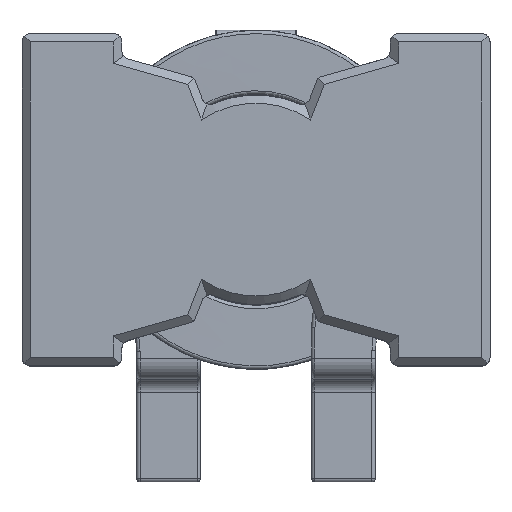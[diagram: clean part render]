
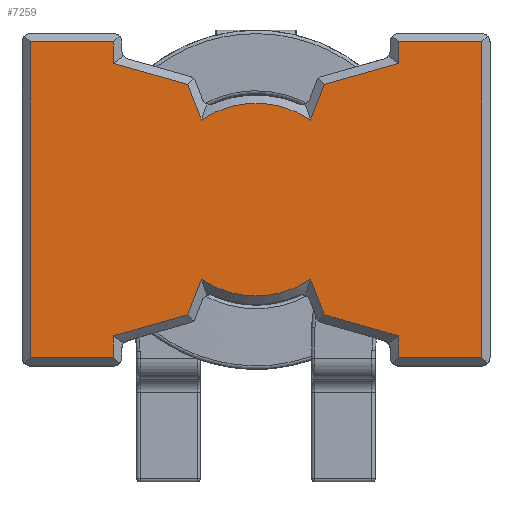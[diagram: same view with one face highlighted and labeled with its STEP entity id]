
A CAD part, top view. The second image highlights one B-rep face of the part: STEP entity #7259.
In plain terms, the highlighted planar face has unit normal (0, 0, 1).
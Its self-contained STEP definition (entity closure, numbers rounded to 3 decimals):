
#511=CIRCLE('',#7927,5.75);
#512=CIRCLE('',#7930,5.75);
#938=FACE_OUTER_BOUND('',#1360,.T.);
#1360=EDGE_LOOP('',(#5440,#5441,#5442,#5443,#5444,#5445,#5446,#5447,#5448,
#5449,#5450,#5451,#5452,#5453,#5454,#5455,#5456,#5457,#5458,#5459));
#1863=LINE('',#11714,#2350);
#1867=LINE('',#11724,#2354);
#1869=LINE('',#11736,#2356);
#1886=LINE('',#11789,#2373);
#1888=LINE('',#11801,#2375);
#1890=LINE('',#11806,#2377);
#1892=LINE('',#11818,#2379);
#1905=LINE('',#11864,#2392);
#1908=LINE('',#11872,#2395);
#1923=LINE('',#11922,#2410);
#1926=LINE('',#11928,#2413);
#1939=LINE('',#11970,#2426);
#1942=LINE('',#11978,#2429);
#1952=LINE('',#12009,#2439);
#1968=LINE('',#12069,#2455);
#1999=LINE('',#12171,#2486);
#2000=LINE('',#12174,#2487);
#2002=LINE('',#12187,#2489);
#2350=VECTOR('',#9065,10.);
#2354=VECTOR('',#9075,10.);
#2356=VECTOR('',#9079,10.);
#2373=VECTOR('',#9110,10.);
#2375=VECTOR('',#9114,10.);
#2377=VECTOR('',#9118,10.);
#2379=VECTOR('',#9122,10.);
#2392=VECTOR('',#9167,10.);
#2395=VECTOR('',#9174,10.);
#2410=VECTOR('',#9221,10.);
#2413=VECTOR('',#9228,10.);
#2426=VECTOR('',#9269,10.);
#2429=VECTOR('',#9276,10.);
#2439=VECTOR('',#9304,10.);
#2455=VECTOR('',#9370,10.);
#2486=VECTOR('',#9479,10.);
#2487=VECTOR('',#9482,10.);
#2489=VECTOR('',#9490,10.);
#2922=VERTEX_POINT('',#11711);
#2923=VERTEX_POINT('',#11713);
#2925=VERTEX_POINT('',#11721);
#2926=VERTEX_POINT('',#11723);
#2928=VERTEX_POINT('',#11731);
#2942=VERTEX_POINT('',#11786);
#2943=VERTEX_POINT('',#11788);
#2945=VERTEX_POINT('',#11799);
#2946=VERTEX_POINT('',#11803);
#2947=VERTEX_POINT('',#11805);
#2949=VERTEX_POINT('',#11813);
#2966=VERTEX_POINT('',#11862);
#2969=VERTEX_POINT('',#11870);
#2987=VERTEX_POINT('',#11919);
#2988=VERTEX_POINT('',#11921);
#3004=VERTEX_POINT('',#11968);
#3007=VERTEX_POINT('',#11976);
#3018=VERTEX_POINT('',#12006);
#3019=VERTEX_POINT('',#12008);
#3058=VERTEX_POINT('',#12173);
#3682=EDGE_CURVE('',#2922,#2923,#1863,.T.);
#3687=EDGE_CURVE('',#2925,#2926,#1867,.T.);
#3691=EDGE_CURVE('',#2928,#2925,#1869,.T.);
#3712=EDGE_CURVE('',#2942,#2943,#1886,.T.);
#3716=EDGE_CURVE('',#2945,#2942,#1888,.T.);
#3718=EDGE_CURVE('',#2946,#2947,#1890,.T.);
#3722=EDGE_CURVE('',#2949,#2946,#1892,.T.);
#3745=EDGE_CURVE('',#2966,#2945,#1905,.T.);
#3749=EDGE_CURVE('',#2969,#2966,#1908,.T.);
#3773=EDGE_CURVE('',#2987,#2988,#1923,.T.);
#3777=EDGE_CURVE('',#2947,#2987,#1926,.T.);
#3798=EDGE_CURVE('',#3004,#2922,#1939,.T.);
#3802=EDGE_CURVE('',#3007,#3004,#1942,.T.);
#3817=EDGE_CURVE('',#3018,#3019,#1952,.T.);
#3848=EDGE_CURVE('',#3019,#2969,#1968,.T.);
#3898=EDGE_CURVE('',#2988,#3007,#1999,.T.);
#3899=EDGE_CURVE('',#2923,#3058,#2000,.T.);
#3902=EDGE_CURVE('',#3058,#2928,#511,.T.);
#3904=EDGE_CURVE('',#2926,#3018,#2002,.T.);
#3905=EDGE_CURVE('',#2943,#2949,#512,.T.);
#5440=ORIENTED_EDGE('',*,*,#3898,.F.);
#5441=ORIENTED_EDGE('',*,*,#3773,.F.);
#5442=ORIENTED_EDGE('',*,*,#3777,.F.);
#5443=ORIENTED_EDGE('',*,*,#3718,.F.);
#5444=ORIENTED_EDGE('',*,*,#3722,.F.);
#5445=ORIENTED_EDGE('',*,*,#3905,.F.);
#5446=ORIENTED_EDGE('',*,*,#3712,.F.);
#5447=ORIENTED_EDGE('',*,*,#3716,.F.);
#5448=ORIENTED_EDGE('',*,*,#3745,.F.);
#5449=ORIENTED_EDGE('',*,*,#3749,.F.);
#5450=ORIENTED_EDGE('',*,*,#3848,.F.);
#5451=ORIENTED_EDGE('',*,*,#3817,.F.);
#5452=ORIENTED_EDGE('',*,*,#3904,.F.);
#5453=ORIENTED_EDGE('',*,*,#3687,.F.);
#5454=ORIENTED_EDGE('',*,*,#3691,.F.);
#5455=ORIENTED_EDGE('',*,*,#3902,.F.);
#5456=ORIENTED_EDGE('',*,*,#3899,.F.);
#5457=ORIENTED_EDGE('',*,*,#3682,.F.);
#5458=ORIENTED_EDGE('',*,*,#3798,.F.);
#5459=ORIENTED_EDGE('',*,*,#3802,.F.);
#6583=PLANE('',#7932);
#7259=ADVANCED_FACE('',(#938),#6583,.T.);
#7927=AXIS2_PLACEMENT_3D('',#12184,#9485,#9486);
#7930=AXIS2_PLACEMENT_3D('',#12189,#9493,#9494);
#7932=AXIS2_PLACEMENT_3D('',#12191,#9497,#9498);
#9065=DIRECTION('',(0.962,-0.272,0.));
#9075=DIRECTION('',(0.962,0.272,0.));
#9079=DIRECTION('',(0.362,0.932,0.));
#9110=DIRECTION('',(-0.362,0.932,0.));
#9114=DIRECTION('',(-0.962,0.272,0.));
#9118=DIRECTION('',(-0.962,-0.272,0.));
#9122=DIRECTION('',(-0.362,-0.932,0.));
#9167=DIRECTION('',(0.,1.,0.));
#9174=DIRECTION('',(-1.,0.,0.));
#9221=DIRECTION('',(-1.,0.,0.));
#9228=DIRECTION('',(0.,-1.,0.));
#9269=DIRECTION('',(0.,-1.,0.));
#9276=DIRECTION('',(1.,0.,0.));
#9304=DIRECTION('',(1.,0.,0.));
#9370=DIRECTION('',(0.,-1.,0.));
#9479=DIRECTION('',(0.,1.,0.));
#9482=DIRECTION('',(0.362,-0.932,0.));
#9485=DIRECTION('center_axis',(0.,0.,-1.));
#9486=DIRECTION('ref_axis',(0.48,0.877,0.));
#9490=DIRECTION('',(0.,1.,0.));
#9493=DIRECTION('center_axis',(0.,0.,-1.));
#9494=DIRECTION('ref_axis',(-0.48,-0.877,0.));
#9497=DIRECTION('center_axis',(0.,0.,1.));
#9498=DIRECTION('ref_axis',(1.,0.,0.));
#11711=CARTESIAN_POINT('',(-8.5,8.122,15.36));
#11713=CARTESIAN_POINT('',(-4.076,6.87,15.36));
#11714=CARTESIAN_POINT('',(-1.169,6.047,15.36));
#11721=CARTESIAN_POINT('',(4.076,6.87,15.36));
#11723=CARTESIAN_POINT('',(8.5,8.122,15.36));
#11724=CARTESIAN_POINT('',(3.319,6.655,15.36));
#11731=CARTESIAN_POINT('',(3.249,4.744,15.36));
#11736=CARTESIAN_POINT('',(2.693,3.314,15.36));
#11786=CARTESIAN_POINT('',(4.076,-6.87,15.36));
#11788=CARTESIAN_POINT('',(3.249,-4.744,15.36));
#11789=CARTESIAN_POINT('',(2.343,-2.414,15.36));
#11799=CARTESIAN_POINT('',(8.5,-8.122,15.36));
#11801=CARTESIAN_POINT('',(1.169,-6.047,15.36));
#11803=CARTESIAN_POINT('',(-4.076,-6.87,15.36));
#11805=CARTESIAN_POINT('',(-8.5,-8.122,15.36));
#11806=CARTESIAN_POINT('',(-3.319,-6.655,15.36));
#11813=CARTESIAN_POINT('',(-3.249,-4.744,15.36));
#11818=CARTESIAN_POINT('',(-2.693,-3.314,15.36));
#11862=CARTESIAN_POINT('',(8.5,-9.4,15.36));
#11864=CARTESIAN_POINT('',(8.5,4.95,15.36));
#11870=CARTESIAN_POINT('',(13.45,-9.4,15.36));
#11872=CARTESIAN_POINT('',(4.,-9.4,15.36));
#11919=CARTESIAN_POINT('',(-8.5,-9.4,15.36));
#11921=CARTESIAN_POINT('',(-13.45,-9.4,15.36));
#11922=CARTESIAN_POINT('',(-6.975,-9.4,15.36));
#11928=CARTESIAN_POINT('',(-8.5,4.25,15.36));
#11968=CARTESIAN_POINT('',(-8.5,9.4,15.36));
#11970=CARTESIAN_POINT('',(-8.5,4.25,15.36));
#11976=CARTESIAN_POINT('',(-13.45,9.4,15.36));
#11978=CARTESIAN_POINT('',(-4.,9.4,15.36));
#12006=CARTESIAN_POINT('',(8.5,9.4,15.36));
#12008=CARTESIAN_POINT('',(13.45,9.4,15.36));
#12009=CARTESIAN_POINT('',(6.975,9.4,15.36));
#12069=CARTESIAN_POINT('',(13.45,-4.95,15.36));
#12171=CARTESIAN_POINT('',(-13.45,4.95,15.36));
#12173=CARTESIAN_POINT('',(-3.249,4.744,15.36));
#12174=CARTESIAN_POINT('',(-2.343,2.414,15.36));
#12184=CARTESIAN_POINT('Origin',(0.,0.,
15.36));
#12187=CARTESIAN_POINT('',(8.5,4.95,15.36));
#12189=CARTESIAN_POINT('Origin',(0.,0.,
15.36));
#12191=CARTESIAN_POINT('Origin',(0.,0.,15.36));
